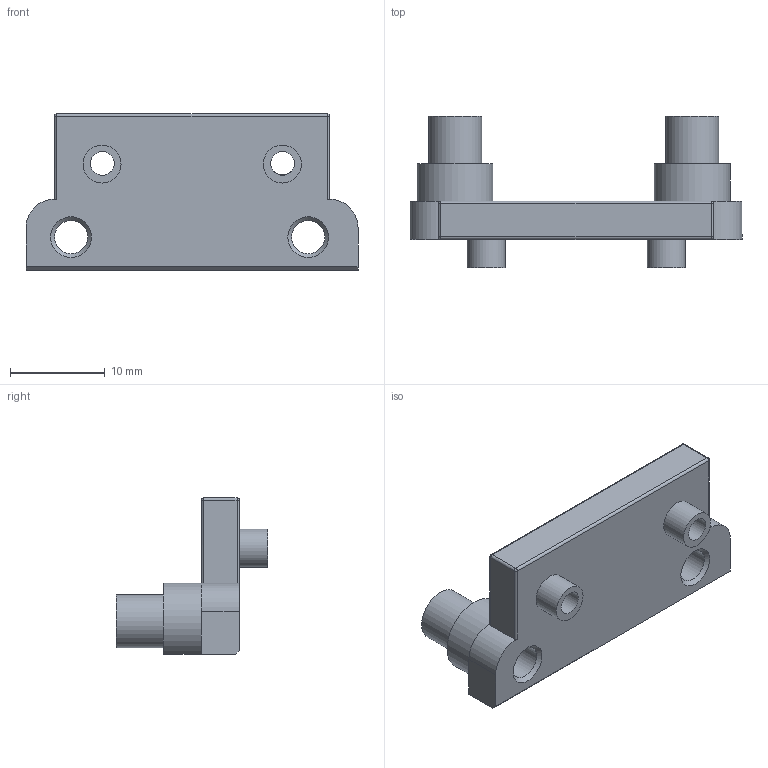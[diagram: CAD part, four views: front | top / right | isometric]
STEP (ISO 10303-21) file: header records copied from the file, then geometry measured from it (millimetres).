
FILE_DESCRIPTION(/* description */ (''),/* implementation_level */ '2;1');
FILE_NAME(/* name */ 'ADXL_Mount_Front_v2.step',/* time_stamp */ '2023-09-02T22:33:01-07:00',/* author */ (''),/* organization */ (''),/* preprocessor_version */ 'ST-DEVELOPER v20',/* originating_system */ 'Autodesk Translation Framework v12.9.0.99',/* authorisation */ '');
FILE_SCHEMA (('AUTOMOTIVE_DESIGN { 1 0 10303 214 3 1 1 }'));
Length unit declared in the file: millimetre
Products named in the file (2): ADXL_Mount_Front; Component231
Assembly tree (1 placements, depth 2):
  ADXL_Mount_Front
    Component231
Bounding box: 35 x 16.01 x 16.51 mm (x, y, z)
Volume: 2421.7 mm3; surface area: 2262.5 mm2
Topology: 3 solids, 3 shells, 71 faces, 157 edges, 96 vertices
Faces by surface type: cylinder 34, plane 31, sphere 4, cone 2
Full cylindrical faces by diameter (mm): 2.517 x4, 3.5 x2, 4 x2, 5.6 x2
Entity records: 2047 total; most frequent: CARTESIAN_POINT 363, DIRECTION 355, ORIENTED_EDGE 314, EDGE_CURVE 157, AXIS2_PLACEMENT_3D 128, LINE 99, VECTOR 99, VERTEX_POINT 96
